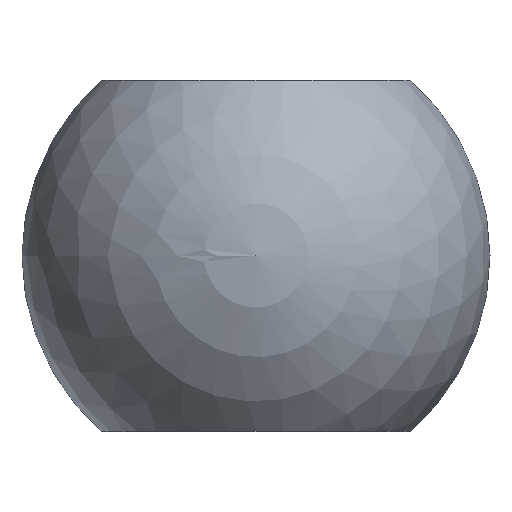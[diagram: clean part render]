
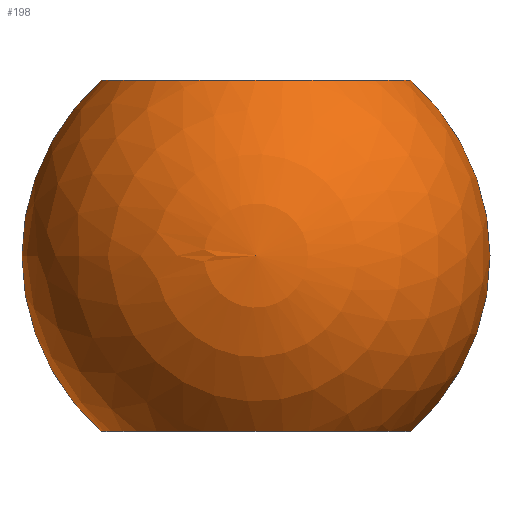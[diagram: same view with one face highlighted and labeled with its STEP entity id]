
A CAD part, top view. The second image highlights one B-rep face of the part: STEP entity #198.
In plain terms, the highlighted spherical face has radius 6 mm.
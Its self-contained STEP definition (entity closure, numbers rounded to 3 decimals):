
#10 = CARTESIAN_POINT ( 'NONE',  ( 3.969, 4.5, 0. ) ) ;
#15 = VERTEX_POINT ( 'NONE', #123 ) ;
#18 = CARTESIAN_POINT ( 'NONE',  ( 0., 4.5, 0. ) ) ;
#19 = CARTESIAN_POINT ( 'NONE',  ( 3.969, -4.5, 0. ) ) ;
#21 = ORIENTED_EDGE ( 'NONE', *, *, #99, .T. ) ;
#32 = DIRECTION ( 'NONE',  ( 0., -1., 0. ) ) ;
#34 = CARTESIAN_POINT ( 'NONE',  ( 0., -4.5, 0. ) ) ;
#36 = VERTEX_POINT ( 'NONE', #10 ) ;
#38 = VERTEX_POINT ( 'NONE', #167 ) ;
#47 = EDGE_CURVE ( 'NONE', #36, #15, #101, .T. ) ;
#52 = AXIS2_PLACEMENT_3D ( 'NONE', #131, #172, #70 ) ;
#53 = CIRCLE ( 'NONE', #168, 3.969 ) ;
#54 = DIRECTION ( 'NONE',  ( -1., 0., 0. ) ) ;
#60 = EDGE_CURVE ( 'NONE', #81, #38, #103, .T. ) ;
#62 = DIRECTION ( 'NONE',  ( 0., 0., 1. ) ) ;
#64 = DIRECTION ( 'NONE',  ( 0., 0., -1. ) ) ;
#68 = ORIENTED_EDGE ( 'NONE', *, *, #60, .T. ) ;
#70 = DIRECTION ( 'NONE',  ( -1., 0., 0. ) ) ;
#81 = VERTEX_POINT ( 'NONE', #120 ) ;
#84 = CARTESIAN_POINT ( 'NONE',  ( 0., 4.5, 0. ) ) ;
#99 = EDGE_CURVE ( 'NONE', #15, #81, #250, .T. ) ;
#101 = CIRCLE ( 'NONE', #174, 3.969 ) ;
#103 = CIRCLE ( 'NONE', #223, 6. ) ;
#104 = CARTESIAN_POINT ( 'NONE',  ( 0., 0., 0. ) ) ;
#107 = EDGE_CURVE ( 'NONE', #199, #38, #53, .T. ) ;
#114 = SPHERICAL_SURFACE ( 'NONE', #52, 6. ) ;
#117 = AXIS2_PLACEMENT_3D ( 'NONE', #217, #215, #54 ) ;
#120 = CARTESIAN_POINT ( 'NONE',  ( -3.969, 4.5, 0. ) ) ;
#123 = CARTESIAN_POINT ( 'NONE',  ( 0., 4.5, 3.969 ) ) ;
#124 = EDGE_LOOP ( 'NONE', ( #186, #232, #21, #68, #164 ) ) ;
#131 = CARTESIAN_POINT ( 'NONE',  ( 0., 0., 0. ) ) ;
#164 = ORIENTED_EDGE ( 'NONE', *, *, #107, .F. ) ;
#167 = CARTESIAN_POINT ( 'NONE',  ( -3.969, -4.5, 0. ) ) ;
#168 = AXIS2_PLACEMENT_3D ( 'NONE', #34, #193, #190 ) ;
#171 = DIRECTION ( 'NONE',  ( 0., -1., 0. ) ) ;
#172 = DIRECTION ( 'NONE',  ( 0., 0., -1. ) ) ;
#174 = AXIS2_PLACEMENT_3D ( 'NONE', #84, #32, #234 ) ;
#185 = DIRECTION ( 'NONE',  ( 1., 0., 0. ) ) ;
#186 = ORIENTED_EDGE ( 'NONE', *, *, #227, .F. ) ;
#189 = FACE_OUTER_BOUND ( 'NONE', #124, .T. ) ;
#190 = DIRECTION ( 'NONE',  ( 0., 0., -1. ) ) ;
#193 = DIRECTION ( 'NONE',  ( 0., -1., 0. ) ) ;
#198 = ADVANCED_FACE ( 'NONE', ( #189 ), #114, .T. ) ;
#199 = VERTEX_POINT ( 'NONE', #19 ) ;
#203 = AXIS2_PLACEMENT_3D ( 'NONE', #18, #171, #64 ) ;
#215 = DIRECTION ( 'NONE',  ( 0., 0., -1. ) ) ;
#217 = CARTESIAN_POINT ( 'NONE',  ( 0., 0., 0. ) ) ;
#223 = AXIS2_PLACEMENT_3D ( 'NONE', #104, #62, #185 ) ;
#227 = EDGE_CURVE ( 'NONE', #36, #199, #229, .T. ) ;
#229 = CIRCLE ( 'NONE', #117, 6. ) ;
#232 = ORIENTED_EDGE ( 'NONE', *, *, #47, .T. ) ;
#234 = DIRECTION ( 'NONE',  ( 0., 0., -1. ) ) ;
#250 = CIRCLE ( 'NONE', #203, 3.969 ) ;
